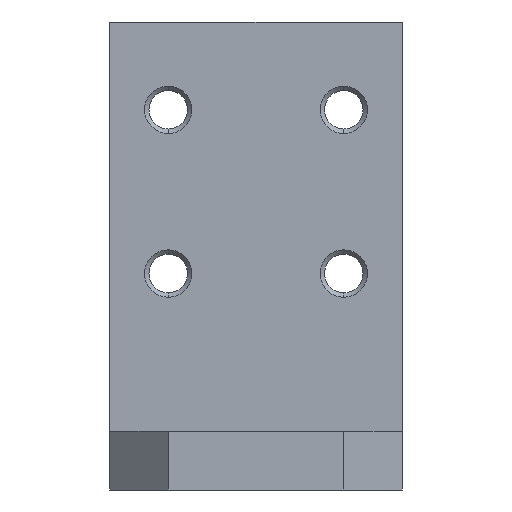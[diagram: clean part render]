
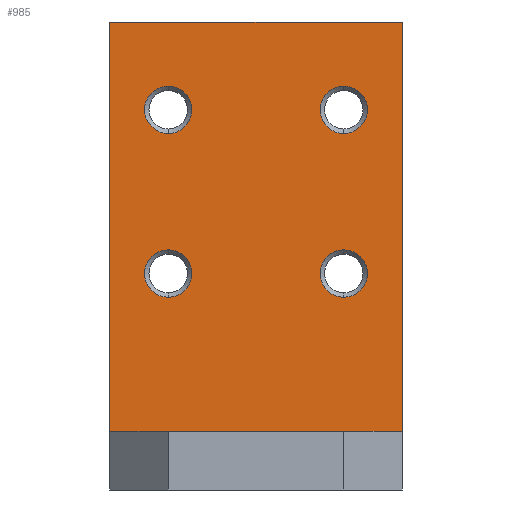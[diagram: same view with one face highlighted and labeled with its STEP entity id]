
A CAD part, front view. The second image highlights one B-rep face of the part: STEP entity #985.
In plain terms, the highlighted planar face has unit normal (0, -1, 0).
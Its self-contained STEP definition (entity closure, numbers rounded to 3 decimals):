
#5 = CIRCLE ( 'NONE', #509, 2.025 ) ;
#13 = DIRECTION ( 'NONE',  ( 0., -1., 0. ) ) ;
#26 = EDGE_CURVE ( 'NONE', #980, #916, #1217, .T. ) ;
#32 = CIRCLE ( 'NONE', #523, 2.025 ) ;
#50 = CARTESIAN_POINT ( 'NONE',  ( 25., 0., 0. ) ) ;
#77 = VERTEX_POINT ( 'NONE', #852 ) ;
#90 = ORIENTED_EDGE ( 'NONE', *, *, #635, .F. ) ;
#100 = FACE_BOUND ( 'NONE', #1095, .T. ) ;
#144 = DIRECTION ( 'NONE',  ( 0., 0., -1. ) ) ;
#161 = AXIS2_PLACEMENT_3D ( 'NONE', #548, #13, #752 ) ;
#172 = EDGE_CURVE ( 'NONE', #1183, #877, #894, .T. ) ;
#176 = CARTESIAN_POINT ( 'NONE',  ( 0., 0., 0. ) ) ;
#219 = CARTESIAN_POINT ( 'NONE',  ( 0., 0., 0. ) ) ;
#228 = CARTESIAN_POINT ( 'NONE',  ( 20., 0., -9.525 ) ) ;
#278 = EDGE_CURVE ( 'NONE', #408, #77, #417, .T. ) ;
#303 = EDGE_LOOP ( 'NONE', ( #451, #473 ) ) ;
#305 = EDGE_CURVE ( 'NONE', #423, #584, #1013, .T. ) ;
#307 = ORIENTED_EDGE ( 'NONE', *, *, #422, .T. ) ;
#308 = ORIENTED_EDGE ( 'NONE', *, *, #615, .F. ) ;
#309 = CARTESIAN_POINT ( 'NONE',  ( 20., 0., -5.475 ) ) ;
#311 = AXIS2_PLACEMENT_3D ( 'NONE', #840, #1251, #1150 ) ;
#312 = CARTESIAN_POINT ( 'NONE',  ( 5., 0., -7.5 ) ) ;
#318 = VECTOR ( 'NONE', #870, 1000. ) ;
#330 = CARTESIAN_POINT ( 'NONE',  ( 20., 0., -21.5 ) ) ;
#335 = CIRCLE ( 'NONE', #414, 2.025 ) ;
#388 = ORIENTED_EDGE ( 'NONE', *, *, #26, .F. ) ;
#397 = AXIS2_PLACEMENT_3D ( 'NONE', #896, #902, #1231 ) ;
#402 = EDGE_CURVE ( 'NONE', #1138, #1127, #335, .T. ) ;
#407 = EDGE_LOOP ( 'NONE', ( #1218, #621 ) ) ;
#408 = VERTEX_POINT ( 'NONE', #1221 ) ;
#414 = AXIS2_PLACEMENT_3D ( 'NONE', #710, #608, #717 ) ;
#417 = LINE ( 'NONE', #592, #549 ) ;
#422 = EDGE_CURVE ( 'NONE', #877, #77, #1309, .T. ) ;
#423 = VERTEX_POINT ( 'NONE', #911 ) ;
#436 = EDGE_LOOP ( 'NONE', ( #556, #90 ) ) ;
#441 = DIRECTION ( 'NONE',  ( 0., 0., 1. ) ) ;
#450 = CARTESIAN_POINT ( 'NONE',  ( 25., 0., 0. ) ) ;
#451 = ORIENTED_EDGE ( 'NONE', *, *, #305, .F. ) ;
#473 = ORIENTED_EDGE ( 'NONE', *, *, #624, .F. ) ;
#509 = AXIS2_PLACEMENT_3D ( 'NONE', #312, #1155, #1049 ) ;
#516 = FACE_BOUND ( 'NONE', #436, .T. ) ;
#520 = DIRECTION ( 'NONE',  ( 0., -1., 0. ) ) ;
#523 = AXIS2_PLACEMENT_3D ( 'NONE', #330, #520, #867 ) ;
#544 = CARTESIAN_POINT ( 'NONE',  ( 25., 0., 0. ) ) ;
#548 = CARTESIAN_POINT ( 'NONE',  ( 20., 0., -7.5 ) ) ;
#549 = VECTOR ( 'NONE', #1296, 1000. ) ;
#556 = ORIENTED_EDGE ( 'NONE', *, *, #939, .F. ) ;
#570 = CARTESIAN_POINT ( 'NONE',  ( 5., 0., -19.475 ) ) ;
#573 = CARTESIAN_POINT ( 'NONE',  ( 5., 0., -7.5 ) ) ;
#584 = VERTEX_POINT ( 'NONE', #1252 ) ;
#586 = DIRECTION ( 'NONE',  ( 0., -1., 0. ) ) ;
#592 = CARTESIAN_POINT ( 'NONE',  ( 25., 0., -35. ) ) ;
#608 = DIRECTION ( 'NONE',  ( 0., -1., 0. ) ) ;
#615 = EDGE_CURVE ( 'NONE', #916, #980, #811, .T. ) ;
#621 = ORIENTED_EDGE ( 'NONE', *, *, #402, .F. ) ;
#624 = EDGE_CURVE ( 'NONE', #584, #423, #5, .T. ) ;
#635 = EDGE_CURVE ( 'NONE', #1204, #1098, #1092, .T. ) ;
#649 = VECTOR ( 'NONE', #920, 1000. ) ;
#705 = FACE_OUTER_BOUND ( 'NONE', #764, .T. ) ;
#710 = CARTESIAN_POINT ( 'NONE',  ( 5., 0., -21.5 ) ) ;
#717 = DIRECTION ( 'NONE',  ( 0., 0., -1. ) ) ;
#745 = AXIS2_PLACEMENT_3D ( 'NONE', #872, #1157, #1267 ) ;
#752 = DIRECTION ( 'NONE',  ( 0., 0., -1. ) ) ;
#763 = FACE_BOUND ( 'NONE', #407, .T. ) ;
#764 = EDGE_LOOP ( 'NONE', ( #307, #1341, #1333, #1263 ) ) ;
#796 = CIRCLE ( 'NONE', #311, 2.025 ) ;
#811 = CIRCLE ( 'NONE', #397, 2.025 ) ;
#840 = CARTESIAN_POINT ( 'NONE',  ( 5., 0., -21.5 ) ) ;
#852 = CARTESIAN_POINT ( 'NONE',  ( 0., 0., -35. ) ) ;
#867 = DIRECTION ( 'NONE',  ( 0., 0., -1. ) ) ;
#870 = DIRECTION ( 'NONE',  ( -1., 0., 0. ) ) ;
#872 = CARTESIAN_POINT ( 'NONE',  ( 20., 0., -21.5 ) ) ;
#877 = VERTEX_POINT ( 'NONE', #219 ) ;
#893 = EDGE_CURVE ( 'NONE', #1127, #1138, #796, .T. ) ;
#894 = LINE ( 'NONE', #450, #318 ) ;
#896 = CARTESIAN_POINT ( 'NONE',  ( 20., 0., -7.5 ) ) ;
#902 = DIRECTION ( 'NONE',  ( 0., -1., 0. ) ) ;
#911 = CARTESIAN_POINT ( 'NONE',  ( 5., 0., -9.525 ) ) ;
#916 = VERTEX_POINT ( 'NONE', #309 ) ;
#920 = DIRECTION ( 'NONE',  ( 0., 0., -1. ) ) ;
#939 = EDGE_CURVE ( 'NONE', #1098, #1204, #32, .T. ) ;
#980 = VERTEX_POINT ( 'NONE', #228 ) ;
#985 = ADVANCED_FACE ( 'NONE', ( #763, #516, #100, #1312, #705 ), #1275, .F. ) ;
#997 = CARTESIAN_POINT ( 'NONE',  ( 20., 0., -23.525 ) ) ;
#1013 = CIRCLE ( 'NONE', #1359, 2.025 ) ;
#1049 = DIRECTION ( 'NONE',  ( 0., 0., -1. ) ) ;
#1069 = DIRECTION ( 'NONE',  ( 0., 1., 0. ) ) ;
#1092 = CIRCLE ( 'NONE', #745, 2.025 ) ;
#1095 = EDGE_LOOP ( 'NONE', ( #388, #308 ) ) ;
#1098 = VERTEX_POINT ( 'NONE', #997 ) ;
#1114 = CARTESIAN_POINT ( 'NONE',  ( 20., 0., -19.475 ) ) ;
#1118 = EDGE_CURVE ( 'NONE', #1183, #408, #1310, .T. ) ;
#1127 = VERTEX_POINT ( 'NONE', #1191 ) ;
#1138 = VERTEX_POINT ( 'NONE', #570 ) ;
#1150 = DIRECTION ( 'NONE',  ( 0., 0., -1. ) ) ;
#1155 = DIRECTION ( 'NONE',  ( 0., -1., 0. ) ) ;
#1157 = DIRECTION ( 'NONE',  ( 0., -1., 0. ) ) ;
#1183 = VERTEX_POINT ( 'NONE', #1289 ) ;
#1191 = CARTESIAN_POINT ( 'NONE',  ( 5., 0., -23.525 ) ) ;
#1204 = VERTEX_POINT ( 'NONE', #1114 ) ;
#1217 = CIRCLE ( 'NONE', #161, 2.025 ) ;
#1218 = ORIENTED_EDGE ( 'NONE', *, *, #893, .F. ) ;
#1221 = CARTESIAN_POINT ( 'NONE',  ( 25., 0., -35. ) ) ;
#1231 = DIRECTION ( 'NONE',  ( 0., 0., -1. ) ) ;
#1244 = VECTOR ( 'NONE', #144, 1000. ) ;
#1251 = DIRECTION ( 'NONE',  ( 0., -1., 0. ) ) ;
#1252 = CARTESIAN_POINT ( 'NONE',  ( 5., 0., -5.475 ) ) ;
#1263 = ORIENTED_EDGE ( 'NONE', *, *, #172, .T. ) ;
#1267 = DIRECTION ( 'NONE',  ( 0., 0., -1. ) ) ;
#1275 = PLANE ( 'NONE',  #1343 ) ;
#1289 = CARTESIAN_POINT ( 'NONE',  ( 25., 0., 0. ) ) ;
#1296 = DIRECTION ( 'NONE',  ( -1., 0., 0. ) ) ;
#1301 = DIRECTION ( 'NONE',  ( 0., 0., -1. ) ) ;
#1309 = LINE ( 'NONE', #176, #649 ) ;
#1310 = LINE ( 'NONE', #50, #1244 ) ;
#1312 = FACE_BOUND ( 'NONE', #303, .T. ) ;
#1333 = ORIENTED_EDGE ( 'NONE', *, *, #1118, .F. ) ;
#1341 = ORIENTED_EDGE ( 'NONE', *, *, #278, .F. ) ;
#1343 = AXIS2_PLACEMENT_3D ( 'NONE', #544, #1069, #441 ) ;
#1359 = AXIS2_PLACEMENT_3D ( 'NONE', #573, #586, #1301 ) ;
